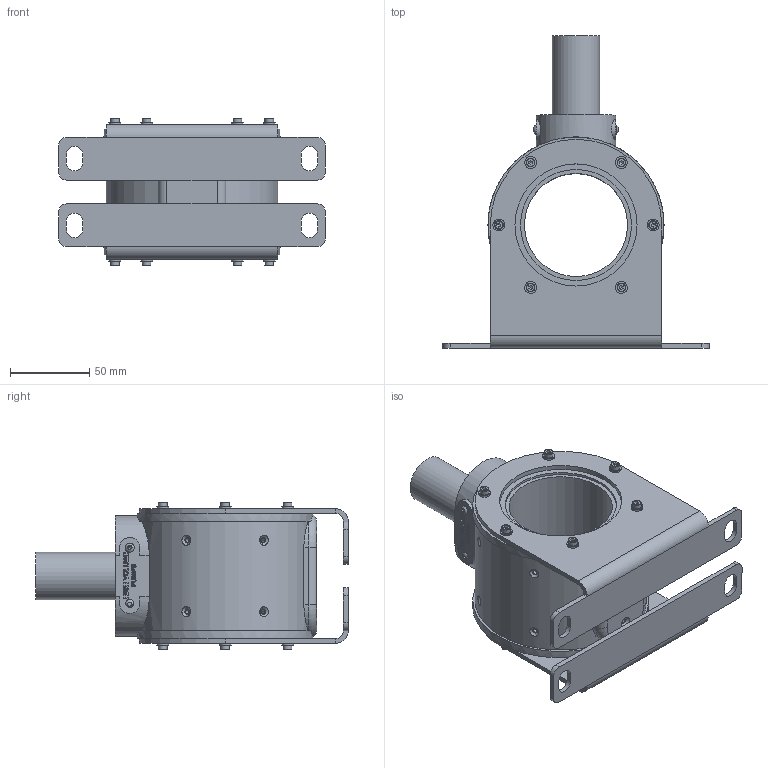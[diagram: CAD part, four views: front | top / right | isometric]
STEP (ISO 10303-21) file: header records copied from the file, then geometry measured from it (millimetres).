
FILE_DESCRIPTION (( 'STEP AP214' ), '1' );
FILE_NAME ('P-065-030-rev-A-MF.STEP', '2025-06-10T06:14:02', ( '' ), ( '' ), 'SwSTEP 2.0', 'SolidWorks 2024', '' );
FILE_SCHEMA (( 'AUTOMOTIVE_DESIGN' ));
Length unit declared in the file: millimetre
Products named in the file (1): P-065-030-rev-A-MF
Bounding box: 168 x 196.96 x 93 mm (x, y, z)
Volume: 644662.1 mm3; surface area: 107278.4 mm2
Topology: 1 solids, 7 shells, 879 faces, 2213 edges, 1438 vertices
Faces by surface type: plane 587, bspline 123, cylinder 109, cone 35, torus 21, sphere 4
Full cylindrical faces by diameter (mm): 2.5 x10, 3 x6, 3.6 x6, 5.5 x12, 5.7 x2, 6.8 x6, 7.5 x12, 30 x1, 65 x1, 70 x2, 77 x2
Entity records: 38119 total; most frequent: CARTESIAN_POINT 9433, ORIENTED_EDGE 4072, DIRECTION 3312, EDGE_CURVE 2036, VERTEX_POINT 1374, LINE 1112, VECTOR 1112, EDGE_LOOP 1104
